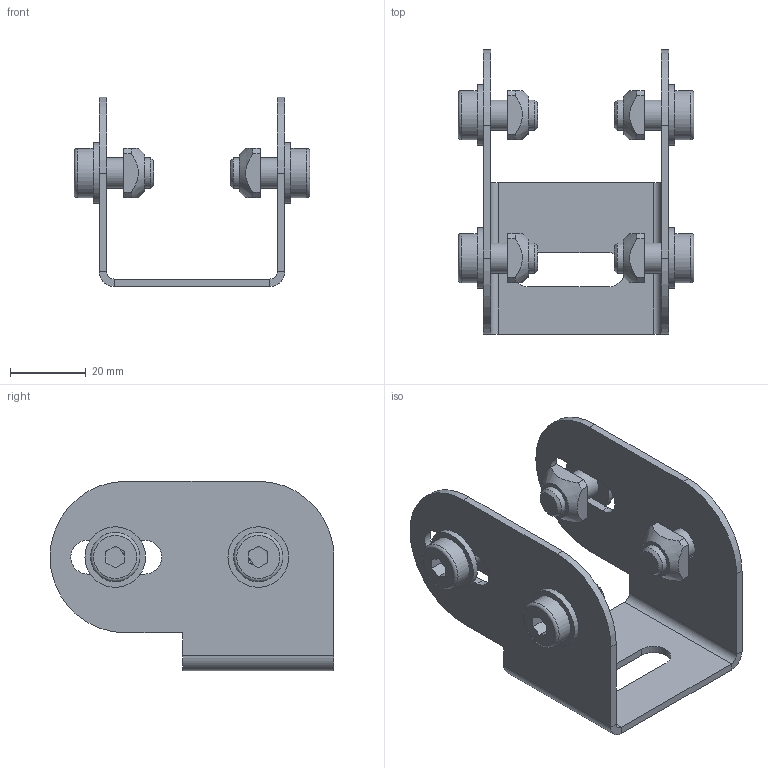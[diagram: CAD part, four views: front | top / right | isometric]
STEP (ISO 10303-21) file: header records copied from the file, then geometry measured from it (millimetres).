
FILE_DESCRIPTION(/* description */ (''),/* implementation_level */ '2;1');
FILE_NAME(/* name */ 'leer-00_Befestigungsschuh FRS.step',/* time_stamp */ '2024-02-23T11:01:19+01:00',/* author */ ('MuellerJ'),/* organization */ ('MiniTec GmbH & Co.KG'),/* preprocessor_version */ 'ST-DEVELOPER v19.2',/* originating_system */ 'Autodesk Inventor 2023',/* authorisation */ '');
FILE_SCHEMA (('CONFIG_CONTROL_DESIGN'));
Length unit declared in the file: millimetre
Products named in the file (5): MTW_1-00198306; MTW_1-00198161; leer; leer_1; 21-1351-0FZ
Assembly tree (13 placements, depth 2):
  MTW_1-00198306
    MTW_1-00198161
    leer  x4
    leer_1  x4
    21-1351-0FZ  x4
Bounding box: 62.2 x 75 x 50 mm (x, y, z)
Volume: 22810.1 mm3; surface area: 23342.7 mm2
Topology: 13 solids, 13 shells, 162 faces, 388 edges, 256 vertices
Faces by surface type: plane 106, cylinder 36, cone 12, torus 8
Full cylindrical faces by diameter (mm): 8 x8, 8.4 x4, 9 x2, 13 x4, 16 x4
Entity records: 2340 total; most frequent: CARTESIAN_POINT 402, DIRECTION 380, ORIENTED_EDGE 342, EDGE_CURVE 171, AXIS2_PLACEMENT_3D 138, VERTEX_POINT 112, LINE 104, VECTOR 104
